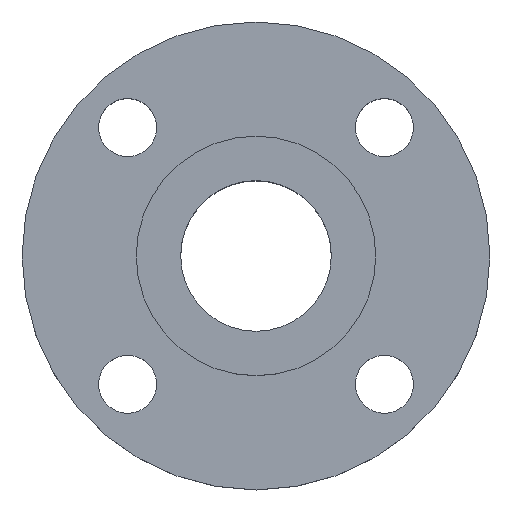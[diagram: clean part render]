
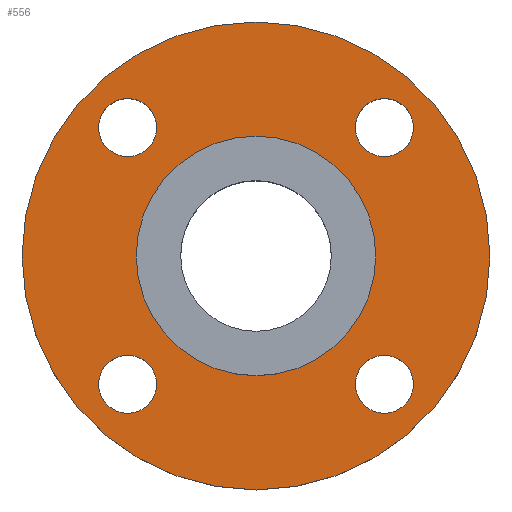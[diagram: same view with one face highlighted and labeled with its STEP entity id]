
A CAD part, top view. The second image highlights one B-rep face of the part: STEP entity #556.
In plain terms, the highlighted planar face has unit normal (0, 0, 1).
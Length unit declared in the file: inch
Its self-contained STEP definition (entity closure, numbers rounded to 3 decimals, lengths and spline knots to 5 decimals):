
#12 = AXIS2_PLACEMENT_3D ( 'NONE', #471, #528, #282 ) ;
#15 = DIRECTION ( 'NONE',  ( 0., 0., 1. ) ) ;
#16 = EDGE_LOOP ( 'NONE', ( #530, #60 ) ) ;
#20 = CARTESIAN_POINT ( 'NONE',  ( 1.37179, 1.37179, 0. ) ) ;
#24 = ORIENTED_EDGE ( 'NONE', *, *, #607, .F. ) ;
#25 = EDGE_CURVE ( 'NONE', #615, #75, #736, .T. ) ;
#33 = VERTEX_POINT ( 'NONE', #413 ) ;
#37 = CARTESIAN_POINT ( 'NONE',  ( 1.28, 0., 0. ) ) ;
#42 = ORIENTED_EDGE ( 'NONE', *, *, #754, .T. ) ;
#46 = EDGE_CURVE ( 'NONE', #369, #576, #443, .T. ) ;
#52 = DIRECTION ( 'NONE',  ( 0., -1., 0. ) ) ;
#58 = EDGE_CURVE ( 'NONE', #394, #606, #63, .T. ) ;
#60 = ORIENTED_EDGE ( 'NONE', *, *, #58, .F. ) ;
#63 = CIRCLE ( 'NONE', #192, 0.31 ) ;
#68 = DIRECTION ( 'NONE',  ( 0., 0., 1. ) ) ;
#75 = VERTEX_POINT ( 'NONE', #582 ) ;
#83 = FACE_BOUND ( 'NONE', #723, .T. ) ;
#84 = CARTESIAN_POINT ( 'NONE',  ( -1.37179, -1.37179, 0. ) ) ;
#86 = AXIS2_PLACEMENT_3D ( 'NONE', #491, #303, #52 ) ;
#88 = CARTESIAN_POINT ( 'NONE',  ( 1.37179, -1.68179, 0. ) ) ;
#89 = ORIENTED_EDGE ( 'NONE', *, *, #25, .F. ) ;
#93 = DIRECTION ( 'NONE',  ( 1., 0., 0. ) ) ;
#97 = CARTESIAN_POINT ( 'NONE',  ( -1.37179, 1.06179, 0. ) ) ;
#104 = EDGE_CURVE ( 'NONE', #526, #651, #486, .T. ) ;
#127 = CIRCLE ( 'NONE', #753, 2.5 ) ;
#131 = AXIS2_PLACEMENT_3D ( 'NONE', #84, #15, #141 ) ;
#141 = DIRECTION ( 'NONE',  ( -1., 0., 0. ) ) ;
#152 = ORIENTED_EDGE ( 'NONE', *, *, #104, .F. ) ;
#157 = CARTESIAN_POINT ( 'NONE',  ( 1.06179, 1.37179, 0. ) ) ;
#176 = DIRECTION ( 'NONE',  ( 1., 0., 0. ) ) ;
#178 = ORIENTED_EDGE ( 'NONE', *, *, #201, .T. ) ;
#188 = EDGE_CURVE ( 'NONE', #606, #394, #652, .T. ) ;
#192 = AXIS2_PLACEMENT_3D ( 'NONE', #196, #200, #454 ) ;
#196 = CARTESIAN_POINT ( 'NONE',  ( 1.37179, -1.37179, 0. ) ) ;
#200 = DIRECTION ( 'NONE',  ( 0., 0., 1. ) ) ;
#201 = EDGE_CURVE ( 'NONE', #333, #309, #127, .T. ) ;
#202 = EDGE_CURVE ( 'NONE', #75, #615, #403, .T. ) ;
#205 = FACE_BOUND ( 'NONE', #619, .T. ) ;
#212 = EDGE_LOOP ( 'NONE', ( #660, #656 ) ) ;
#218 = DIRECTION ( 'NONE',  ( 1., 0., 0. ) ) ;
#245 = CARTESIAN_POINT ( 'NONE',  ( 1.37179, -1.06179, 0. ) ) ;
#250 = AXIS2_PLACEMENT_3D ( 'NONE', #374, #68, #563 ) ;
#254 = DIRECTION ( 'NONE',  ( 0., 0., 1. ) ) ;
#271 = DIRECTION ( 'NONE',  ( 0., 0., 1. ) ) ;
#282 = DIRECTION ( 'NONE',  ( 1., 0., 0. ) ) ;
#287 = ORIENTED_EDGE ( 'NONE', *, *, #375, .F. ) ;
#292 = EDGE_CURVE ( 'NONE', #33, #633, #548, .T. ) ;
#302 = AXIS2_PLACEMENT_3D ( 'NONE', #570, #254, #504 ) ;
#303 = DIRECTION ( 'NONE',  ( 0., 0., 1. ) ) ;
#309 = VERTEX_POINT ( 'NONE', #544 ) ;
#311 = CIRCLE ( 'NONE', #421, 1.28 ) ;
#332 = CIRCLE ( 'NONE', #250, 0.31 ) ;
#333 = VERTEX_POINT ( 'NONE', #755 ) ;
#341 = DIRECTION ( 'NONE',  ( 0., 1., 0. ) ) ;
#354 = CARTESIAN_POINT ( 'NONE',  ( 1.37179, 1.37179, 0. ) ) ;
#369 = VERTEX_POINT ( 'NONE', #751 ) ;
#374 = CARTESIAN_POINT ( 'NONE',  ( -1.37179, -1.37179, 0. ) ) ;
#375 = EDGE_CURVE ( 'NONE', #576, #369, #332, .T. ) ;
#394 = VERTEX_POINT ( 'NONE', #245 ) ;
#401 = CARTESIAN_POINT ( 'NONE',  ( -1.68179, -1.37179, 0. ) ) ;
#403 = CIRCLE ( 'NONE', #622, 0.31 ) ;
#413 = CARTESIAN_POINT ( 'NONE',  ( -1.28, 0., 0. ) ) ;
#415 = PLANE ( 'NONE',  #585 ) ;
#416 = ORIENTED_EDGE ( 'NONE', *, *, #46, .F. ) ;
#421 = AXIS2_PLACEMENT_3D ( 'NONE', #787, #650, #93 ) ;
#423 = CIRCLE ( 'NONE', #12, 2.5 ) ;
#443 = CIRCLE ( 'NONE', #131, 0.31 ) ;
#454 = DIRECTION ( 'NONE',  ( 0., -1., 0. ) ) ;
#458 = CARTESIAN_POINT ( 'NONE',  ( -1.37179, 1.68179, 0. ) ) ;
#469 = DIRECTION ( 'NONE',  ( 0., 0., 1. ) ) ;
#471 = CARTESIAN_POINT ( 'NONE',  ( 0., 0., 0. ) ) ;
#474 = EDGE_LOOP ( 'NONE', ( #178, #42 ) ) ;
#486 = CIRCLE ( 'NONE', #302, 0.31 ) ;
#488 = CARTESIAN_POINT ( 'NONE',  ( 0., 0., 0. ) ) ;
#491 = CARTESIAN_POINT ( 'NONE',  ( 1.37179, -1.37179, 0. ) ) ;
#504 = DIRECTION ( 'NONE',  ( 0., 1., 0. ) ) ;
#522 = DIRECTION ( 'NONE',  ( 1., 0., 0. ) ) ;
#526 = VERTEX_POINT ( 'NONE', #458 ) ;
#528 = DIRECTION ( 'NONE',  ( 0., 0., 1. ) ) ;
#529 = FACE_OUTER_BOUND ( 'NONE', #474, .T. ) ;
#530 = ORIENTED_EDGE ( 'NONE', *, *, #188, .F. ) ;
#536 = CARTESIAN_POINT ( 'NONE',  ( 0., 0., 0. ) ) ;
#544 = CARTESIAN_POINT ( 'NONE',  ( -2.5, 0., 0. ) ) ;
#548 = CIRCLE ( 'NONE', #644, 1.28 ) ;
#552 = AXIS2_PLACEMENT_3D ( 'NONE', #20, #271, #522 ) ;
#553 = DIRECTION ( 'NONE',  ( 0., 0., 1. ) ) ;
#556 = ADVANCED_FACE ( 'NONE', ( #768, #601, #205, #83, #588, #529 ), #415, .T. ) ;
#557 = DIRECTION ( 'NONE',  ( 1., 0., 0. ) ) ;
#563 = DIRECTION ( 'NONE',  ( -1., 0., 0. ) ) ;
#570 = CARTESIAN_POINT ( 'NONE',  ( -1.37179, 1.37179, 0. ) ) ;
#576 = VERTEX_POINT ( 'NONE', #401 ) ;
#582 = CARTESIAN_POINT ( 'NONE',  ( 1.68179, 1.37179, 0. ) ) ;
#585 = AXIS2_PLACEMENT_3D ( 'NONE', #536, #469, #218 ) ;
#588 = FACE_BOUND ( 'NONE', #212, .T. ) ;
#590 = EDGE_CURVE ( 'NONE', #633, #33, #311, .T. ) ;
#601 = FACE_BOUND ( 'NONE', #794, .T. ) ;
#606 = VERTEX_POINT ( 'NONE', #88 ) ;
#607 = EDGE_CURVE ( 'NONE', #651, #526, #625, .T. ) ;
#615 = VERTEX_POINT ( 'NONE', #157 ) ;
#619 = EDGE_LOOP ( 'NONE', ( #152, #24 ) ) ;
#622 = AXIS2_PLACEMENT_3D ( 'NONE', #354, #742, #671 ) ;
#625 = CIRCLE ( 'NONE', #706, 0.31 ) ;
#633 = VERTEX_POINT ( 'NONE', #37 ) ;
#644 = AXIS2_PLACEMENT_3D ( 'NONE', #662, #733, #176 ) ;
#650 = DIRECTION ( 'NONE',  ( 0., 0., 1. ) ) ;
#651 = VERTEX_POINT ( 'NONE', #97 ) ;
#652 = CIRCLE ( 'NONE', #86, 0.31 ) ;
#656 = ORIENTED_EDGE ( 'NONE', *, *, #590, .F. ) ;
#660 = ORIENTED_EDGE ( 'NONE', *, *, #292, .F. ) ;
#662 = CARTESIAN_POINT ( 'NONE',  ( 0., 0., 0. ) ) ;
#663 = CARTESIAN_POINT ( 'NONE',  ( -1.37179, 1.37179, 0. ) ) ;
#671 = DIRECTION ( 'NONE',  ( 1., 0., 0. ) ) ;
#706 = AXIS2_PLACEMENT_3D ( 'NONE', #663, #710, #341 ) ;
#710 = DIRECTION ( 'NONE',  ( 0., 0., 1. ) ) ;
#723 = EDGE_LOOP ( 'NONE', ( #745, #89 ) ) ;
#733 = DIRECTION ( 'NONE',  ( 0., 0., 1. ) ) ;
#736 = CIRCLE ( 'NONE', #552, 0.31 ) ;
#742 = DIRECTION ( 'NONE',  ( 0., 0., 1. ) ) ;
#745 = ORIENTED_EDGE ( 'NONE', *, *, #202, .F. ) ;
#751 = CARTESIAN_POINT ( 'NONE',  ( -1.06179, -1.37179, 0. ) ) ;
#753 = AXIS2_PLACEMENT_3D ( 'NONE', #488, #553, #557 ) ;
#754 = EDGE_CURVE ( 'NONE', #309, #333, #423, .T. ) ;
#755 = CARTESIAN_POINT ( 'NONE',  ( 2.5, 0., 0. ) ) ;
#768 = FACE_BOUND ( 'NONE', #16, .T. ) ;
#787 = CARTESIAN_POINT ( 'NONE',  ( 0., 0., 0. ) ) ;
#794 = EDGE_LOOP ( 'NONE', ( #287, #416 ) ) ;
